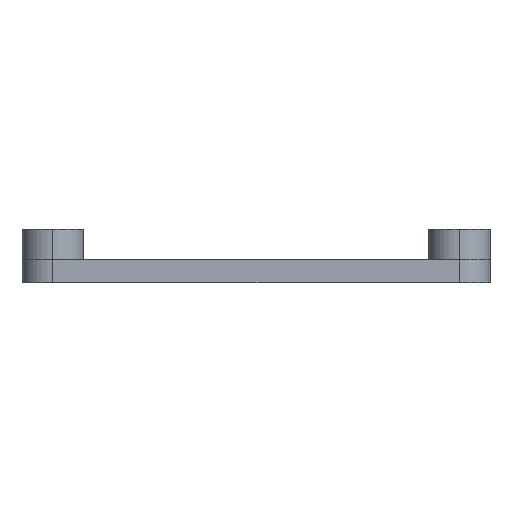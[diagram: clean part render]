
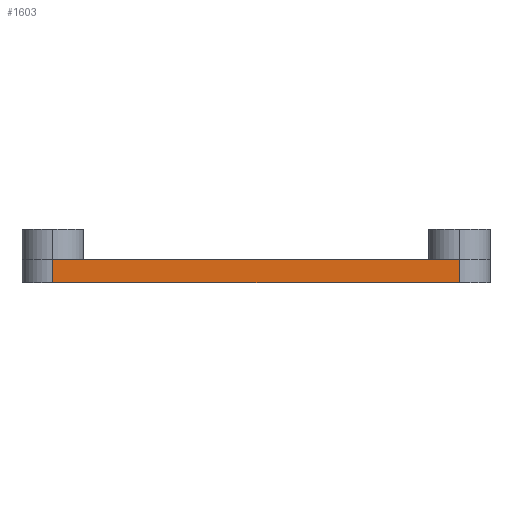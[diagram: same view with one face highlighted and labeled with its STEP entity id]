
A CAD part, left-side view. The second image highlights one B-rep face of the part: STEP entity #1603.
In plain terms, the highlighted planar face has unit normal (-1, 0, 0).
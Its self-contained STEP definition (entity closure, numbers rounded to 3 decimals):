
#79 = CARTESIAN_POINT ( 'NONE',  ( 8., 0., 0. ) ) ;
#97 = DIRECTION ( 'NONE',  ( 0., 0., -1. ) ) ;
#166 = EDGE_LOOP ( 'NONE', ( #1950, #1127, #1781, #737 ) ) ;
#177 = FACE_OUTER_BOUND ( 'NONE', #166, .T. ) ;
#228 = LINE ( 'NONE', #79, #1825 ) ;
#279 = VECTOR ( 'NONE', #97, 1000. ) ;
#355 = VECTOR ( 'NONE', #1502, 1000. ) ;
#361 = LINE ( 'NONE', #1475, #355 ) ;
#462 = CARTESIAN_POINT ( 'NONE',  ( 8., 0., 3. ) ) ;
#480 = VERTEX_POINT ( 'NONE', #1132 ) ;
#525 = CARTESIAN_POINT ( 'NONE',  ( 8., 56., 3. ) ) ;
#657 = DIRECTION ( 'NONE',  ( 0., 1., 0. ) ) ;
#684 = VERTEX_POINT ( 'NONE', #2039 ) ;
#737 = ORIENTED_EDGE ( 'NONE', *, *, #1313, .T. ) ;
#800 = DIRECTION ( 'NONE',  ( 1., 0., 0. ) ) ;
#829 = DIRECTION ( 'NONE',  ( 0., -1., 0. ) ) ;
#898 = LINE ( 'NONE', #1371, #1562 ) ;
#907 = CARTESIAN_POINT ( 'NONE',  ( 8., 56., 0. ) ) ;
#1127 = ORIENTED_EDGE ( 'NONE', *, *, #1130, .T. ) ;
#1128 = PLANE ( 'NONE',  #1648 ) ;
#1130 = EDGE_CURVE ( 'NONE', #684, #480, #361, .T. ) ;
#1132 = CARTESIAN_POINT ( 'NONE',  ( 8., 3., 3. ) ) ;
#1213 = DIRECTION ( 'NONE',  ( 0., -1., 0. ) ) ;
#1237 = EDGE_CURVE ( 'NONE', #1725, #480, #898, .T. ) ;
#1313 = EDGE_CURVE ( 'NONE', #1725, #1936, #2030, .T. ) ;
#1371 = CARTESIAN_POINT ( 'NONE',  ( 8., 0., 3. ) ) ;
#1475 = CARTESIAN_POINT ( 'NONE',  ( 8., 3., 3. ) ) ;
#1502 = DIRECTION ( 'NONE',  ( 0., 0., 1. ) ) ;
#1562 = VECTOR ( 'NONE', #1213, 1000. ) ;
#1603 = ADVANCED_FACE ( 'NONE', ( #177 ), #1128, .F. ) ;
#1648 = AXIS2_PLACEMENT_3D ( 'NONE', #462, #800, #657 ) ;
#1725 = VERTEX_POINT ( 'NONE', #525 ) ;
#1737 = CARTESIAN_POINT ( 'NONE',  ( 8., 56., 0. ) ) ;
#1763 = EDGE_CURVE ( 'NONE', #1936, #684, #228, .T. ) ;
#1781 = ORIENTED_EDGE ( 'NONE', *, *, #1237, .F. ) ;
#1825 = VECTOR ( 'NONE', #829, 1000. ) ;
#1936 = VERTEX_POINT ( 'NONE', #1737 ) ;
#1950 = ORIENTED_EDGE ( 'NONE', *, *, #1763, .T. ) ;
#2030 = LINE ( 'NONE', #907, #279 ) ;
#2039 = CARTESIAN_POINT ( 'NONE',  ( 8., 3., 0. ) ) ;
